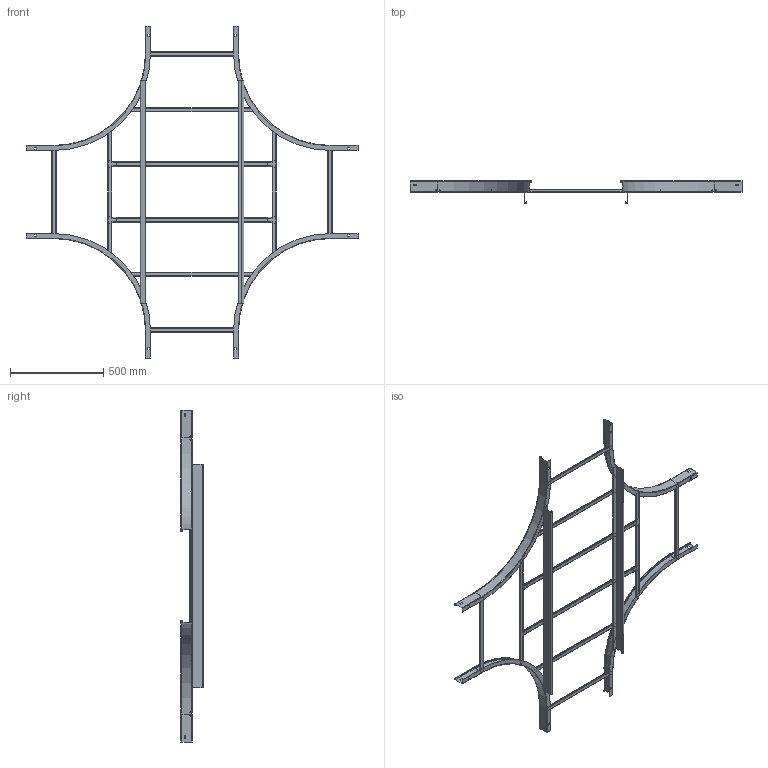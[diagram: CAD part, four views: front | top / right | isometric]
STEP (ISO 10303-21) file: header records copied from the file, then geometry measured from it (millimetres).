
FILE_DESCRIPTION((''),'2;1');
FILE_NAME('6214053_ASM','2013-01-08T',('AndreasKeweloh'),(''),'PRO/ENGINEER BY PARAMETRIC TECHNOLOGY CORPORATION, 2012230','PRO/ENGINEER BY PARAMETRIC TECHNOLOGY CORPORATION, 2012230','');
FILE_SCHEMA(('CONFIG_CONTROL_DESIGN'));
Length unit declared in the file: millimetre
Products named in the file (7): 6214029INNENHOLM; 6214053ST_S_TZHOLM; 6214053_SPR_1; 6214053_SPR_2; 6214053_SPR_3; 6214053AUFLAGEBLECH; 6214053_ASM
Assembly tree (20 placements, depth 2):
  6214053_ASM
    6214029INNENHOLM  x4
    6214053ST_S_TZHOLM  x2
    6214053_SPR_1  x4
    6214053_SPR_2  x4
    6214053_SPR_3  x2
    6214053AUFLAGEBLECH  x4
Bounding box: 1780 x 120 x 1780 mm (x, y, z)
Volume: 1356368.2 mm3; surface area: 1945998.5 mm2
Topology: 20 solids, 20 shells, 684 faces, 1876 edges, 1232 vertices
Faces by surface type: plane 380, cylinder 260, bspline 28, torus 16
Entity records: 6571 total; most frequent: CARTESIAN_POINT 1400, DIRECTION 1073, ORIENTED_EDGE 1034, EDGE_CURVE 517, VECTOR 359, LINE 359, AXIS2_PLACEMENT_3D 357, VERTEX_POINT 340
